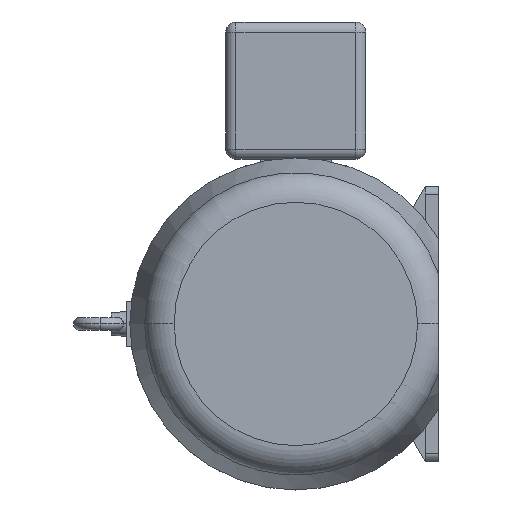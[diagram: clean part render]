
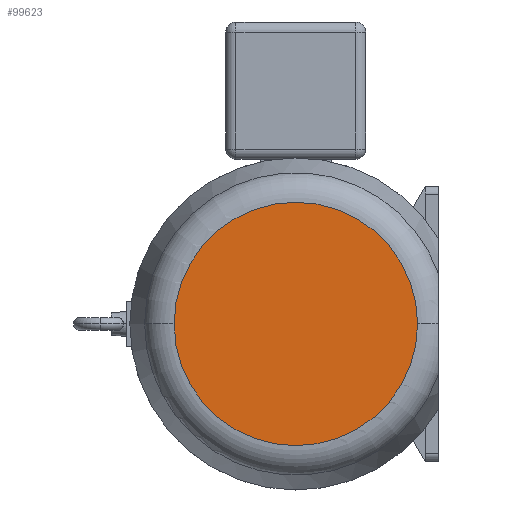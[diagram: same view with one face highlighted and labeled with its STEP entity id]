
A CAD part, left-side view. The second image highlights one B-rep face of the part: STEP entity #99623.
In plain terms, the highlighted planar face has unit normal (-1, 0, 0).
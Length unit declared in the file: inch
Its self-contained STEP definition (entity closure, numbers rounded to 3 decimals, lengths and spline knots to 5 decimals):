
#1772 = VERTEX_POINT ( 'NONE', #52354 ) ;
#8735 = CARTESIAN_POINT ( 'NONE',  ( -37.463, 5.9741, 0. ) ) ;
#15393 = VERTEX_POINT ( 'NONE', #95963 ) ;
#25286 = CIRCLE ( 'NONE', #98450, 5.9741 ) ;
#27793 = AXIS2_PLACEMENT_3D ( 'NONE', #8735, #38724, #37421 ) ;
#28402 = EDGE_CURVE ( 'NONE', #1772, #15393, #30548, .T. ) ;
#30548 = CIRCLE ( 'NONE', #96588, 5.9741 ) ;
#37421 = DIRECTION ( 'NONE',  ( 0., -1., 0. ) ) ;
#38724 = DIRECTION ( 'NONE',  ( 1., 0., 0. ) ) ;
#52354 = CARTESIAN_POINT ( 'NONE',  ( -37.463, -5.9741, 0. ) ) ;
#61752 = DIRECTION ( 'NONE',  ( 1., 0., 0. ) ) ;
#63499 = CARTESIAN_POINT ( 'NONE',  ( -37.463, 0., 0. ) ) ;
#68339 = CARTESIAN_POINT ( 'NONE',  ( -37.463, 0., 0. ) ) ;
#68401 = ORIENTED_EDGE ( 'NONE', *, *, #28402, .F. ) ;
#68756 = DIRECTION ( 'NONE',  ( 1., 0., 0. ) ) ;
#72692 = EDGE_CURVE ( 'NONE', #15393, #1772, #25286, .T. ) ;
#78716 = FACE_OUTER_BOUND ( 'NONE', #121387, .T. ) ;
#89001 = DIRECTION ( 'NONE',  ( 0., -1., 0. ) ) ;
#93517 = DIRECTION ( 'NONE',  ( 0., -1., 0. ) ) ;
#95963 = CARTESIAN_POINT ( 'NONE',  ( -37.463, 5.9741, 0. ) ) ;
#96588 = AXIS2_PLACEMENT_3D ( 'NONE', #63499, #61752, #93517 ) ;
#98450 = AXIS2_PLACEMENT_3D ( 'NONE', #68339, #68756, #89001 ) ;
#99623 = ADVANCED_FACE ( 'NONE', ( #78716 ), #107478, .F. ) ;
#107478 = PLANE ( 'NONE',  #27793 ) ;
#121387 = EDGE_LOOP ( 'NONE', ( #68401, #122355 ) ) ;
#122355 = ORIENTED_EDGE ( 'NONE', *, *, #72692, .F. ) ;
